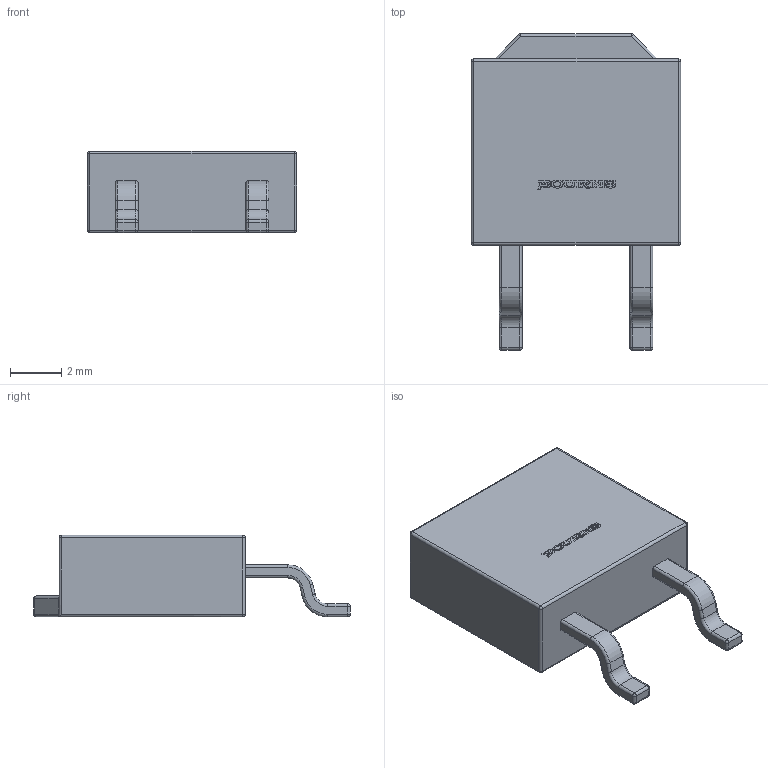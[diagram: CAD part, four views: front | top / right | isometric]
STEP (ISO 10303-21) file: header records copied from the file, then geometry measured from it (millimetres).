
FILE_DESCRIPTION(/* description */ (''),/* implementation_level */ '2;1');
FILE_NAME(/* name */ 'PWR163S-25-12R0F.stp',/* time_stamp */ '2019-07-17T10:27:52+02:00',/* author */ ('Lord_voldmort'),/* organization */ (''),/* preprocessor_version */ 'ST-DEVELOPER v17.2',/* originating_system */ 'Autodesk Inventor 2019',/* authorisation */ '');
FILE_SCHEMA (('AUTOMOTIVE_DESIGN { 1 0 10303 214 3 1 1 }'));
Length unit declared in the file: millimetre
Products named in the file (5): PWR163S-25-12R0F; Body; EP; Leg; Bourns
Assembly tree (5 placements, depth 2):
  PWR163S-25-12R0F
    Body
    EP
    Leg  x2
    Bourns
Bounding box: 8.13 x 12.29 x 3.17 mm (x, y, z)
Volume: 196.5 mm3; surface area: 358.4 mm2
Topology: 10 solids, 10 shells, 362 faces, 930 edges, 588 vertices
Faces by surface type: plane 137, bspline 125, cylinder 64, sphere 20, torus 16
Entity records: 10616 total; most frequent: CARTESIAN_POINT 3179, ORIENTED_EDGE 1676, DIRECTION 1190, EDGE_CURVE 838, VERTEX_POINT 536, LINE 496, VECTOR 496, AXIS2_PLACEMENT_3D 347
